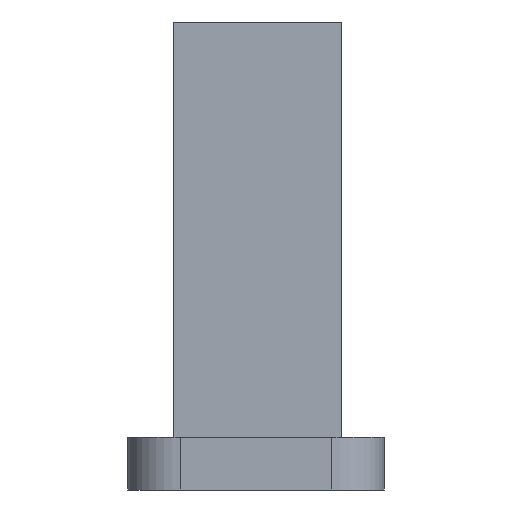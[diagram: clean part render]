
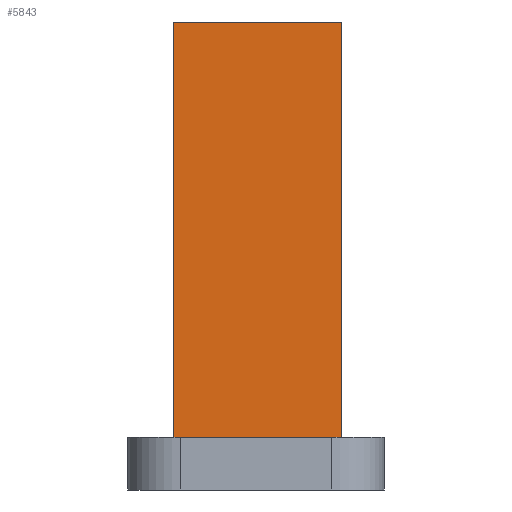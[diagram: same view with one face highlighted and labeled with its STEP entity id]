
A CAD part, front view. The second image highlights one B-rep face of the part: STEP entity #5843.
In plain terms, the highlighted planar face has unit normal (0, -1, 0).
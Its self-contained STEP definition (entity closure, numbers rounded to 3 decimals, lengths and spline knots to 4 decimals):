
#4051=DIRECTION('',(0.,0.,1.));
#4052=VECTOR('',#4051,7.9128);
#4053=CARTESIAN_POINT('',(4.1296,1.1,1.));
#4054=LINE('',#4053,#4052);
#4065=DIRECTION('',(-1.,0.,0.));
#4066=VECTOR('',#4065,3.2);
#4067=CARTESIAN_POINT('',(4.1296,1.1,1.));
#4068=LINE('',#4067,#4066);
#4072=DIRECTION('',(0.,0.,1.));
#4073=VECTOR('',#4072,7.9128);
#4074=CARTESIAN_POINT('',(0.9296,1.1,1.));
#4075=LINE('',#4074,#4073);
#4079=DIRECTION('',(1.,0.,0.));
#4080=VECTOR('',#4079,3.2);
#4081=CARTESIAN_POINT('',(0.9296,1.1,8.9128));
#4082=LINE('',#4081,#4080);
#4141=CARTESIAN_POINT('',(4.1296,1.1,1.));
#4143=VERTEX_POINT('',#4141);
#4147=CARTESIAN_POINT('',(0.9296,1.1,1.));
#4148=VERTEX_POINT('',#4147);
#4353=CARTESIAN_POINT('',(4.1296,1.1,8.9128));
#4354=VERTEX_POINT('',#4353);
#4357=CARTESIAN_POINT('',(0.9296,1.1,8.9128));
#4358=VERTEX_POINT('',#4357);
#5830=CARTESIAN_POINT('',(4.1296,1.1,1.));
#5831=DIRECTION('',(0.,-1.,0.));
#5832=DIRECTION('',(0.,0.,-1.));
#5833=AXIS2_PLACEMENT_3D('',#5830,#5831,#5832);
#5834=PLANE('',#5833);
#5835=ORIENTED_EDGE('',*,*,#5814,.F.);
#5836=ORIENTED_EDGE('',*,*,#4394,.T.);
#5838=ORIENTED_EDGE('',*,*,#5837,.T.);
#5840=ORIENTED_EDGE('',*,*,#5839,.T.);
#5841=EDGE_LOOP('',(#5835,#5836,#5838,#5840));
#5842=FACE_OUTER_BOUND('',#5841,.F.);
#4394=EDGE_CURVE('',#4143,#4148,#4068,.T.);
#5814=EDGE_CURVE('',#4143,#4354,#4054,.T.);
#5837=EDGE_CURVE('',#4148,#4358,#4075,.T.);
#5839=EDGE_CURVE('',#4358,#4354,#4082,.T.);
#5843=ADVANCED_FACE('',(#5842),#5834,.T.);
